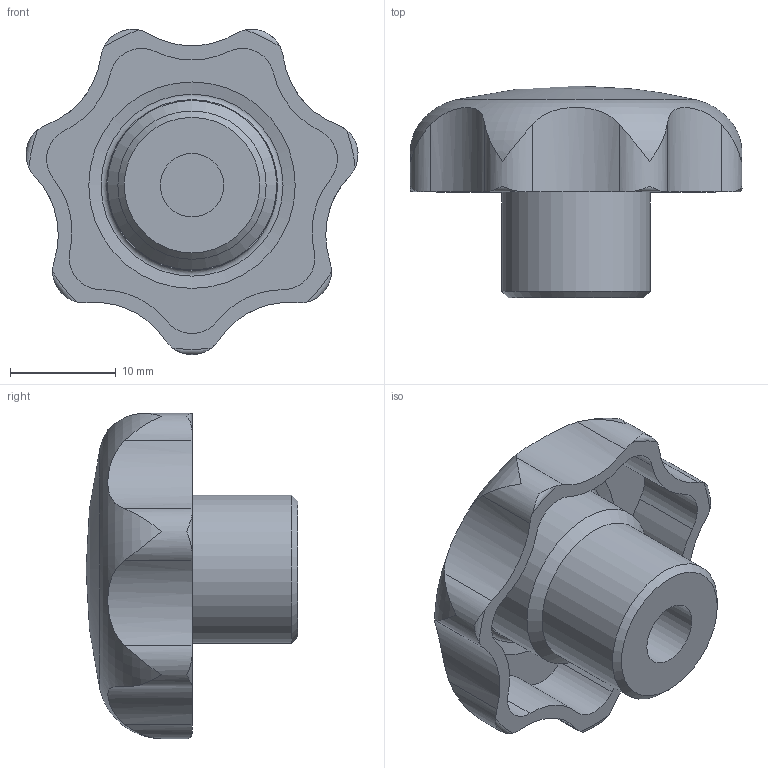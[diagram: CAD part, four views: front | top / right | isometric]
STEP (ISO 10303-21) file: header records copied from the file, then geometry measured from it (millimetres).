
FILE_DESCRIPTION( ( 'STEP AP214' ), '1' );
FILE_NAME( 'K0155.306_schwarz.stp', '2020-11-26T08:56:06', ( '' ), ( '' ), ' ', 'PARTsolutions', ' ' );
FILE_SCHEMA( ( 'AUTOMOTIVE_DESIGN { 1 0 10303 214 1 1 1 1 }' ) );
Length unit declared in the file: millimetre
Products named in the file (1): _K0155.306_schwarz
Bounding box: 31.34 x 20 x 30.71 mm (x, y, z)
Volume: 4719.1 mm3; surface area: 3599.3 mm2
Topology: 1 solids, 1 shells, 49 faces, 143 edges, 99 vertices
Faces by surface type: cylinder 31, torus 9, plane 5, cone 2, sphere 2
Full cylindrical faces by diameter (mm): 6 x1, 14 x1, 16 x1
Entity records: 2402 total; most frequent: CARTESIAN_POINT 745, DIRECTION 262, ORIENTED_EDGE 260, EDGE_CURVE 130, AXIS2_PLACEMENT_3D 117, VERTEX_POINT 96, CIRCLE 67, EDGE_LOOP 61
